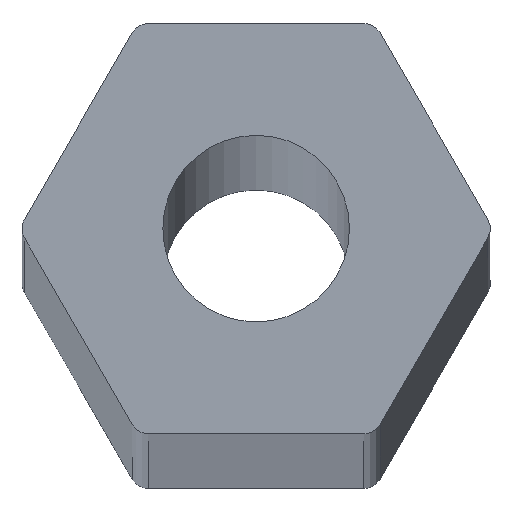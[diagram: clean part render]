
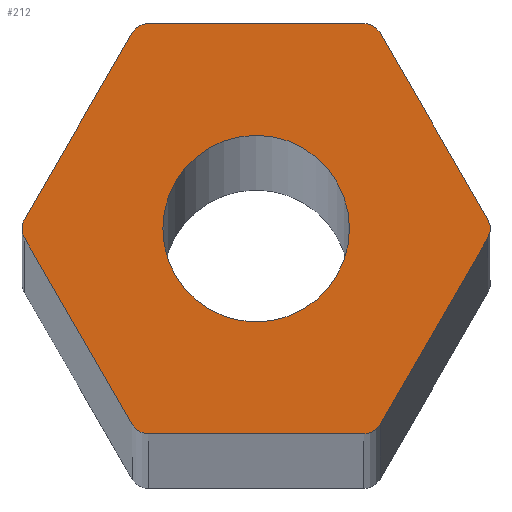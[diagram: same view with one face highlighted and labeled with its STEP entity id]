
A CAD part, top view. The second image highlights one B-rep face of the part: STEP entity #212.
In plain terms, the highlighted planar face has unit normal (0, 0, 1).
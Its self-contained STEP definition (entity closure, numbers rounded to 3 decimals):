
#2 = CARTESIAN_POINT ( 'NONE',  ( -3.103, -0.125, 420. ) ) ;
#3 = CARTESIAN_POINT ( 'NONE',  ( 1.25, 0., 420. ) ) ;
#6 = ORIENTED_EDGE ( 'NONE', *, *, #374, .T. ) ;
#8 = CARTESIAN_POINT ( 'NONE',  ( 1.443, 2.5, 420. ) ) ;
#10 = DIRECTION ( 'NONE',  ( 1., 0., 0. ) ) ;
#11 = EDGE_CURVE ( 'NONE', #53, #572, #361, .T. ) ;
#27 = CIRCLE ( 'NONE', #586, 0.25 ) ;
#40 = EDGE_CURVE ( 'NONE', #572, #575, #455, .T. ) ;
#41 = ORIENTED_EDGE ( 'NONE', *, *, #40, .T. ) ;
#42 = ORIENTED_EDGE ( 'NONE', *, *, #420, .F. ) ;
#44 = CARTESIAN_POINT ( 'NONE',  ( 1.588, 2.75, 420. ) ) ;
#46 = ORIENTED_EDGE ( 'NONE', *, *, #190, .T. ) ;
#50 = DIRECTION ( 'NONE',  ( 1., 0., 0. ) ) ;
#53 = VERTEX_POINT ( 'NONE', #278 ) ;
#54 = DIRECTION ( 'NONE',  ( 0., 0., 1. ) ) ;
#55 = DIRECTION ( 'NONE',  ( 1., 0., 0. ) ) ;
#59 = EDGE_CURVE ( 'NONE', #182, #71, #27, .T. ) ;
#61 = CARTESIAN_POINT ( 'NONE',  ( 3.103, 0.125, 420. ) ) ;
#62 = VERTEX_POINT ( 'NONE', #3 ) ;
#66 = EDGE_CURVE ( 'NONE', #124, #275, #256, .T. ) ;
#67 = EDGE_LOOP ( 'NONE', ( #46, #486, #493, #308, #131, #514, #122, #327, #69, #6, #448, #585, #41 ) ) ;
#69 = ORIENTED_EDGE ( 'NONE', *, *, #170, .T. ) ;
#71 = VERTEX_POINT ( 'NONE', #2 ) ;
#72 = CARTESIAN_POINT ( 'NONE',  ( 0., 0., 420. ) ) ;
#74 = CARTESIAN_POINT ( 'NONE',  ( 1.588, -2.75, 420. ) ) ;
#75 = DIRECTION ( 'NONE',  ( 1., 0., 0. ) ) ;
#88 = CARTESIAN_POINT ( 'NONE',  ( -1.443, 2.5, 420. ) ) ;
#108 = CARTESIAN_POINT ( 'NONE',  ( -1.443, -2.5, 420. ) ) ;
#114 = DIRECTION ( 'NONE',  ( 1., 0., 0. ) ) ;
#117 = CARTESIAN_POINT ( 'NONE',  ( 3.175, 0., 420. ) ) ;
#119 = EDGE_CURVE ( 'NONE', #536, #53, #295, .T. ) ;
#122 = ORIENTED_EDGE ( 'NONE', *, *, #555, .T. ) ;
#124 = VERTEX_POINT ( 'NONE', #554 ) ;
#131 = ORIENTED_EDGE ( 'NONE', *, *, #328, .T. ) ;
#139 = DIRECTION ( 'NONE',  ( 0., 0., 1. ) ) ;
#156 = CARTESIAN_POINT ( 'NONE',  ( 1.443, -2.75, 420. ) ) ;
#162 = DIRECTION ( 'NONE',  ( -0.5, 0.866, 0. ) ) ;
#167 = DIRECTION ( 'NONE',  ( 1., 0., 0. ) ) ;
#168 = DIRECTION ( 'NONE',  ( 0., 0., 1. ) ) ;
#170 = EDGE_CURVE ( 'NONE', #510, #264, #540, .T. ) ;
#172 = CARTESIAN_POINT ( 'NONE',  ( 3.103, -0.125, 420. ) ) ;
#180 = CIRCLE ( 'NONE', #502, 0.25 ) ;
#182 = VERTEX_POINT ( 'NONE', #184 ) ;
#184 = CARTESIAN_POINT ( 'NONE',  ( -3.137, 0., 420. ) ) ;
#190 = EDGE_CURVE ( 'NONE', #575, #517, #218, .T. ) ;
#191 = CARTESIAN_POINT ( 'NONE',  ( -1.588, -2.75, 420. ) ) ;
#193 = VECTOR ( 'NONE', #363, 1000. ) ;
#205 = DIRECTION ( 'NONE',  ( 1., 0., 0. ) ) ;
#206 = CARTESIAN_POINT ( 'NONE',  ( -1.66, -2.625, 420. ) ) ;
#212 = ADVANCED_FACE ( 'NONE', ( #339, #579 ), #250, .T. ) ;
#213 = DIRECTION ( 'NONE',  ( 0.5, 0.866, 0. ) ) ;
#218 = LINE ( 'NONE', #545, #265 ) ;
#222 = AXIS2_PLACEMENT_3D ( 'NONE', #419, #379, #300 ) ;
#228 = VERTEX_POINT ( 'NONE', #384 ) ;
#250 = PLANE ( 'NONE',  #222 ) ;
#255 = EDGE_CURVE ( 'NONE', #71, #342, #393, .T. ) ;
#256 = LINE ( 'NONE', #191, #347 ) ;
#258 = DIRECTION ( 'NONE',  ( 0., 0., 1. ) ) ;
#261 = CARTESIAN_POINT ( 'NONE',  ( 0., 0., 420. ) ) ;
#264 = VERTEX_POINT ( 'NONE', #61 ) ;
#265 = VECTOR ( 'NONE', #284, 1000. ) ;
#269 = CARTESIAN_POINT ( 'NONE',  ( -3.103, 0.125, 420. ) ) ;
#271 = CARTESIAN_POINT ( 'NONE',  ( -1.66, 2.625, 420. ) ) ;
#274 = CARTESIAN_POINT ( 'NONE',  ( -2.887, 0., 420. ) ) ;
#275 = VERTEX_POINT ( 'NONE', #156 ) ;
#276 = CARTESIAN_POINT ( 'NONE',  ( 1.443, -2.5, 420. ) ) ;
#277 = AXIS2_PLACEMENT_3D ( 'NONE', #276, #584, #356 ) ;
#278 = CARTESIAN_POINT ( 'NONE',  ( 1.443, 2.75, 420. ) ) ;
#284 = DIRECTION ( 'NONE',  ( -0.5, -0.866, 0. ) ) ;
#288 = VECTOR ( 'NONE', #213, 1000. ) ;
#295 = CIRCLE ( 'NONE', #513, 0.25 ) ;
#299 = CARTESIAN_POINT ( 'NONE',  ( -3.175, 0., 420. ) ) ;
#300 = DIRECTION ( 'NONE',  ( 1., 0., 0. ) ) ;
#301 = DIRECTION ( 'NONE',  ( 0.5, -0.866, 0. ) ) ;
#308 = ORIENTED_EDGE ( 'NONE', *, *, #255, .T. ) ;
#310 = DIRECTION ( 'NONE',  ( 0., 0., 1. ) ) ;
#327 = ORIENTED_EDGE ( 'NONE', *, *, #451, .T. ) ;
#328 = EDGE_CURVE ( 'NONE', #342, #124, #180, .T. ) ;
#332 = CARTESIAN_POINT ( 'NONE',  ( 2.887, 0., 420. ) ) ;
#334 = LINE ( 'NONE', #117, #497 ) ;
#339 = FACE_BOUND ( 'NONE', #373, .T. ) ;
#342 = VERTEX_POINT ( 'NONE', #206 ) ;
#343 = AXIS2_PLACEMENT_3D ( 'NONE', #274, #168, #494 ) ;
#347 = VECTOR ( 'NONE', #10, 1000. ) ;
#351 = AXIS2_PLACEMENT_3D ( 'NONE', #332, #503, #55 ) ;
#355 = CIRCLE ( 'NONE', #490, 1.25 ) ;
#356 = DIRECTION ( 'NONE',  ( 1., 0., 0. ) ) ;
#360 = CARTESIAN_POINT ( 'NONE',  ( 1.66, 2.625, 420. ) ) ;
#361 = LINE ( 'NONE', #44, #193 ) ;
#363 = DIRECTION ( 'NONE',  ( -1., 0., 0. ) ) ;
#372 = CIRCLE ( 'NONE', #343, 0.25 ) ;
#373 = EDGE_LOOP ( 'NONE', ( #42, #483 ) ) ;
#374 = EDGE_CURVE ( 'NONE', #264, #536, #334, .T. ) ;
#379 = DIRECTION ( 'NONE',  ( 0., 0., 1. ) ) ;
#384 = CARTESIAN_POINT ( 'NONE',  ( -1.25, 0., 420. ) ) ;
#393 = LINE ( 'NONE', #299, #573 ) ;
#400 = DIRECTION ( 'NONE',  ( 0., 0., 1. ) ) ;
#419 = CARTESIAN_POINT ( 'NONE',  ( 0., 0., 420. ) ) ;
#420 = EDGE_CURVE ( 'NONE', #228, #62, #524, .T. ) ;
#435 = DIRECTION ( 'NONE',  ( 0., 0., 1. ) ) ;
#445 = CIRCLE ( 'NONE', #277, 0.25 ) ;
#448 = ORIENTED_EDGE ( 'NONE', *, *, #119, .T. ) ;
#449 = AXIS2_PLACEMENT_3D ( 'NONE', #261, #258, #114 ) ;
#451 = EDGE_CURVE ( 'NONE', #469, #510, #534, .T. ) ;
#455 = CIRCLE ( 'NONE', #521, 0.25 ) ;
#462 = CARTESIAN_POINT ( 'NONE',  ( -2.887, 0., 420. ) ) ;
#469 = VERTEX_POINT ( 'NONE', #574 ) ;
#474 = EDGE_CURVE ( 'NONE', #62, #228, #355, .T. ) ;
#483 = ORIENTED_EDGE ( 'NONE', *, *, #474, .F. ) ;
#486 = ORIENTED_EDGE ( 'NONE', *, *, #544, .T. ) ;
#490 = AXIS2_PLACEMENT_3D ( 'NONE', #72, #400, #75 ) ;
#493 = ORIENTED_EDGE ( 'NONE', *, *, #59, .T. ) ;
#494 = DIRECTION ( 'NONE',  ( 1., 0., 0. ) ) ;
#497 = VECTOR ( 'NONE', #162, 1000. ) ;
#502 = AXIS2_PLACEMENT_3D ( 'NONE', #108, #310, #205 ) ;
#503 = DIRECTION ( 'NONE',  ( 0., 0., 1. ) ) ;
#510 = VERTEX_POINT ( 'NONE', #172 ) ;
#513 = AXIS2_PLACEMENT_3D ( 'NONE', #8, #139, #552 ) ;
#514 = ORIENTED_EDGE ( 'NONE', *, *, #66, .T. ) ;
#517 = VERTEX_POINT ( 'NONE', #269 ) ;
#521 = AXIS2_PLACEMENT_3D ( 'NONE', #88, #435, #167 ) ;
#524 = CIRCLE ( 'NONE', #449, 1.25 ) ;
#534 = LINE ( 'NONE', #74, #288 ) ;
#535 = CARTESIAN_POINT ( 'NONE',  ( -1.443, 2.75, 420. ) ) ;
#536 = VERTEX_POINT ( 'NONE', #360 ) ;
#540 = CIRCLE ( 'NONE', #351, 0.25 ) ;
#544 = EDGE_CURVE ( 'NONE', #517, #182, #372, .T. ) ;
#545 = CARTESIAN_POINT ( 'NONE',  ( -1.588, 2.75, 420. ) ) ;
#552 = DIRECTION ( 'NONE',  ( 1., 0., 0. ) ) ;
#554 = CARTESIAN_POINT ( 'NONE',  ( -1.443, -2.75, 420. ) ) ;
#555 = EDGE_CURVE ( 'NONE', #275, #469, #445, .T. ) ;
#572 = VERTEX_POINT ( 'NONE', #535 ) ;
#573 = VECTOR ( 'NONE', #301, 1000. ) ;
#574 = CARTESIAN_POINT ( 'NONE',  ( 1.66, -2.625, 420. ) ) ;
#575 = VERTEX_POINT ( 'NONE', #271 ) ;
#579 = FACE_OUTER_BOUND ( 'NONE', #67, .T. ) ;
#584 = DIRECTION ( 'NONE',  ( 0., 0., 1. ) ) ;
#585 = ORIENTED_EDGE ( 'NONE', *, *, #11, .T. ) ;
#586 = AXIS2_PLACEMENT_3D ( 'NONE', #462, #54, #50 ) ;
